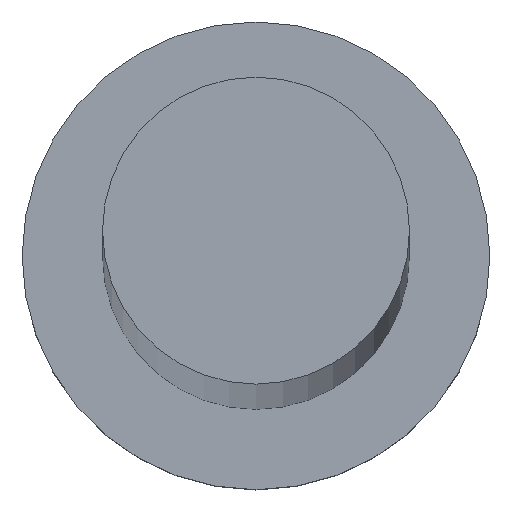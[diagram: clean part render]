
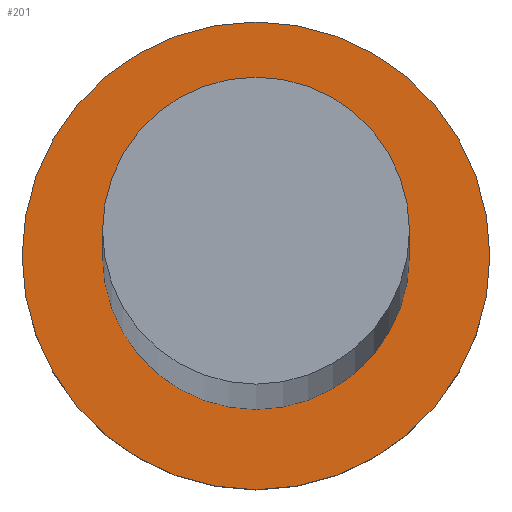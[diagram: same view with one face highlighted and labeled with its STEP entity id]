
A CAD part, top view. The second image highlights one B-rep face of the part: STEP entity #201.
In plain terms, the highlighted planar face has unit normal (0, 0, 1).
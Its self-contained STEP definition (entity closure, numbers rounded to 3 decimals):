
#6 = CARTESIAN_POINT ( 'NONE',  ( 5.25, 0., 5. ) ) ;
#8 = AXIS2_PLACEMENT_3D ( 'NONE', #129, #92, #184 ) ;
#12 = DIRECTION ( 'NONE',  ( 1., 0., 0. ) ) ;
#18 = EDGE_CURVE ( 'NONE', #42, #51, #177, .T. ) ;
#21 = CARTESIAN_POINT ( 'NONE',  ( -5.25, 0., 5. ) ) ;
#23 = FACE_OUTER_BOUND ( 'NONE', #111, .T. ) ;
#26 = PLANE ( 'NONE',  #8 ) ;
#28 = VERTEX_POINT ( 'NONE', #21 ) ;
#37 = EDGE_CURVE ( 'NONE', #145, #28, #66, .T. ) ;
#42 = VERTEX_POINT ( 'NONE', #59 ) ;
#51 = VERTEX_POINT ( 'NONE', #88 ) ;
#59 = CARTESIAN_POINT ( 'NONE',  ( 8., 0., 5. ) ) ;
#66 = CIRCLE ( 'NONE', #188, 5.25 ) ;
#68 = CARTESIAN_POINT ( 'NONE',  ( 0., 0., 5. ) ) ;
#70 = DIRECTION ( 'NONE',  ( 0., 0., 1. ) ) ;
#87 = CIRCLE ( 'NONE', #109, 8. ) ;
#88 = CARTESIAN_POINT ( 'NONE',  ( -8., 0., 5. ) ) ;
#92 = DIRECTION ( 'NONE',  ( 0., 0., 1. ) ) ;
#96 = AXIS2_PLACEMENT_3D ( 'NONE', #158, #233, #253 ) ;
#102 = CARTESIAN_POINT ( 'NONE',  ( 0., 0., 5. ) ) ;
#103 = ORIENTED_EDGE ( 'NONE', *, *, #37, .F. ) ;
#107 = DIRECTION ( 'NONE',  ( 0., 0., 1. ) ) ;
#109 = AXIS2_PLACEMENT_3D ( 'NONE', #68, #113, #224 ) ;
#111 = EDGE_LOOP ( 'NONE', ( #136, #120 ) ) ;
#113 = DIRECTION ( 'NONE',  ( 0., 0., 1. ) ) ;
#120 = ORIENTED_EDGE ( 'NONE', *, *, #18, .T. ) ;
#123 = CIRCLE ( 'NONE', #125, 5.25 ) ;
#125 = AXIS2_PLACEMENT_3D ( 'NONE', #170, #70, #12 ) ;
#129 = CARTESIAN_POINT ( 'NONE',  ( 0., 0., 5. ) ) ;
#136 = ORIENTED_EDGE ( 'NONE', *, *, #162, .T. ) ;
#145 = VERTEX_POINT ( 'NONE', #6 ) ;
#155 = ORIENTED_EDGE ( 'NONE', *, *, #228, .F. ) ;
#158 = CARTESIAN_POINT ( 'NONE',  ( 0., 0., 5. ) ) ;
#162 = EDGE_CURVE ( 'NONE', #51, #42, #87, .T. ) ;
#164 = DIRECTION ( 'NONE',  ( 1., 0., 0. ) ) ;
#170 = CARTESIAN_POINT ( 'NONE',  ( 0., 0., 5. ) ) ;
#177 = CIRCLE ( 'NONE', #96, 8. ) ;
#184 = DIRECTION ( 'NONE',  ( 1., 0., 0. ) ) ;
#188 = AXIS2_PLACEMENT_3D ( 'NONE', #102, #107, #164 ) ;
#192 = EDGE_LOOP ( 'NONE', ( #155, #103 ) ) ;
#201 = ADVANCED_FACE ( 'NONE', ( #242, #23 ), #26, .T. ) ;
#224 = DIRECTION ( 'NONE',  ( 1., 0., 0. ) ) ;
#228 = EDGE_CURVE ( 'NONE', #28, #145, #123, .T. ) ;
#233 = DIRECTION ( 'NONE',  ( 0., 0., 1. ) ) ;
#242 = FACE_BOUND ( 'NONE', #192, .T. ) ;
#253 = DIRECTION ( 'NONE',  ( 1., 0., 0. ) ) ;
